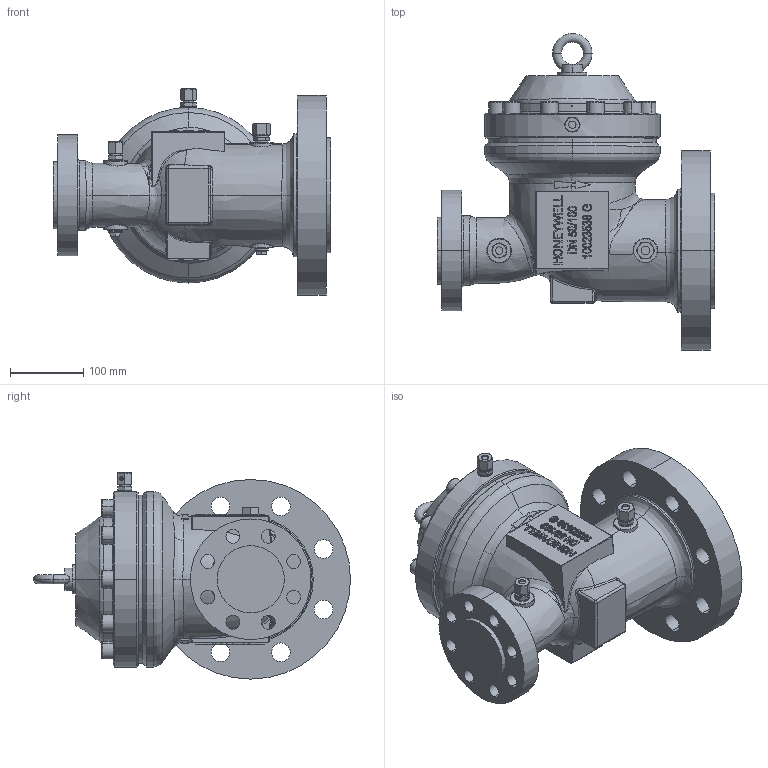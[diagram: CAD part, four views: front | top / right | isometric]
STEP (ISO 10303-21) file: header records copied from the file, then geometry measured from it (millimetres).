
FILE_DESCRIPTION (( 'STEP AP214' ), '1' );
FILE_NAME ('HON502_DN50-100_class600_right_execution.STEP', '2020-01-30T12:12:42', ( '' ), ( '' ), 'SwSTEP 2.0', 'SolidWorks 2017', '' );
FILE_SCHEMA (( 'AUTOMOTIVE_DESIGN' ));
Length unit declared in the file: millimetre
Products named in the file (1): HON502_DN50-100_class600_right_execution
Bounding box: 380 x 433.5 x 282 mm (x, y, z)
Volume: 12578506.1 mm3; surface area: 529883 mm2
Topology: 1 solids, 1 shells, 1375 faces, 3424 edges, 2146 vertices
Faces by surface type: plane 657, bspline 372, cylinder 163, cone 129, torus 50, sphere 4
Entity records: 151467 total; most frequent: CARTESIAN_POINT 115539, ORIENTED_EDGE 6782, DIRECTION 4984, EDGE_CURVE 3391, VERTEX_POINT 2146, VECTOR 1782, LINE 1782, AXIS2_PLACEMENT_3D 1601
